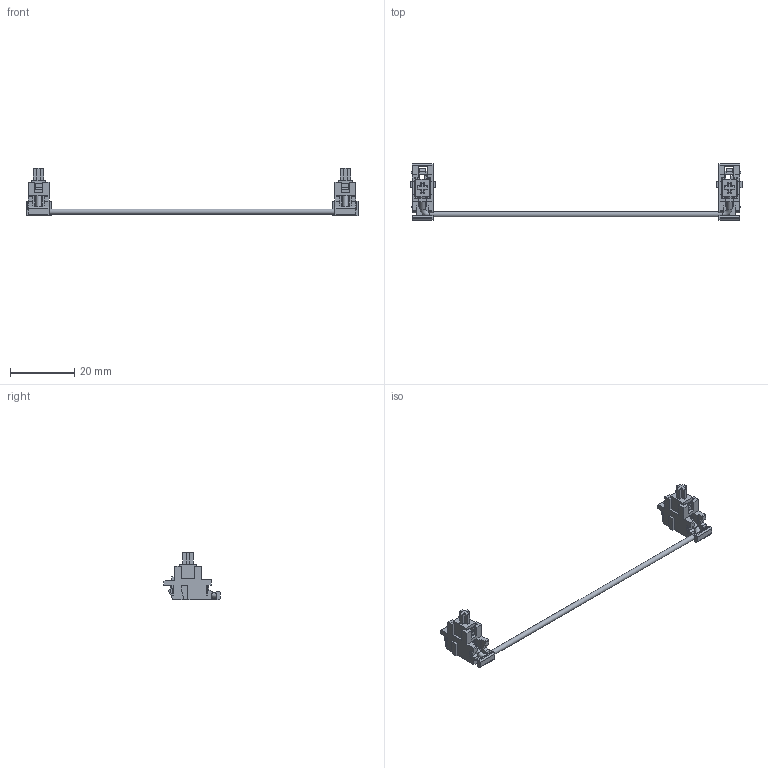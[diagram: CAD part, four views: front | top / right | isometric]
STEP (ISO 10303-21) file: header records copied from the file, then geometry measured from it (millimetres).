
FILE_DESCRIPTION(('FreeCAD Model'),'2;1');
FILE_NAME('Open CASCADE Shape Model','2023-08-07T18:23:49',(''),(''), 'Open CASCADE STEP processor 7.6','FreeCAD','Unknown');
FILE_SCHEMA(('AUTOMOTIVE_DESIGN { 1 0 10303 214 1 1 1 1 }'));
Length unit declared in the file: millimetre
Products named in the file (8): stabilizer_6u; left; stem_l; body_l; right; stem_r; body_r; wire_6u
Assembly tree (7 placements, depth 3):
  stabilizer_6u
    left
      stem_l
      body_l
    right
      stem_r
      body_r
    wire_6u
Bounding box: 103.05 x 17.5 x 14.8 mm (x, y, z)
Volume: 1123 mm3; surface area: 2826.4 mm2
Topology: 5 solids, 5 shells, 365 faces, 1019 edges, 662 vertices
Faces by surface type: plane 314, cylinder 49, torus 2
Full cylindrical faces by diameter (mm): 1.6 x3
Entity records: 11730 total; most frequent: CARTESIAN_POINT 2078, ORIENTED_EDGE 2042, DIRECTION 1861, EDGE_CURVE 1019, LINE 915, VECTOR 915, VERTEX_POINT 662, AXIS2_PLACEMENT_3D 473
